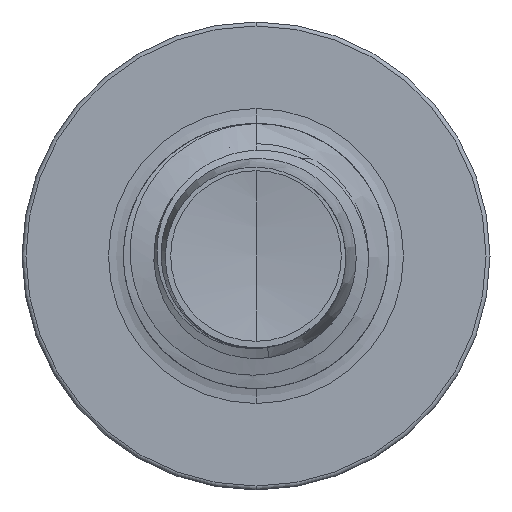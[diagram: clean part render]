
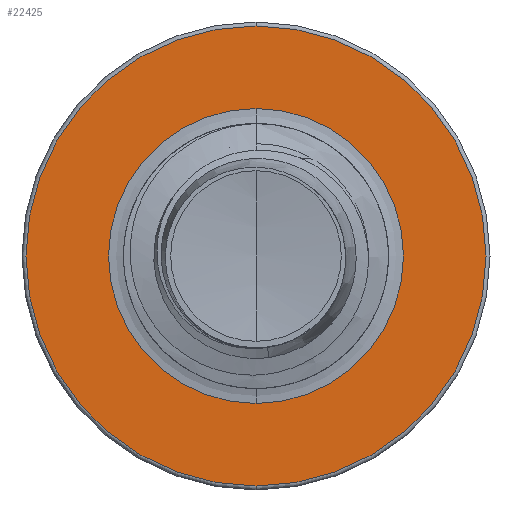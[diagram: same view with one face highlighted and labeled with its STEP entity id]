
A CAD part, front view. The second image highlights one B-rep face of the part: STEP entity #22425.
In plain terms, the highlighted planar face has unit normal (0, -1, 0).
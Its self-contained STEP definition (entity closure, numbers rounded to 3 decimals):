
#431 = VERTEX_POINT ( 'NONE', #9733 ) ;
#2947 = ORIENTED_EDGE ( 'NONE', *, *, #17204, .T. ) ;
#3720 = EDGE_CURVE ( 'NONE', #27134, #8178, #32758, .T. ) ;
#3782 = CARTESIAN_POINT ( 'NONE',  ( 0., 15., 0. ) ) ;
#4843 = DIRECTION ( 'NONE',  ( 0., 1., 0. ) ) ;
#5199 = AXIS2_PLACEMENT_3D ( 'NONE', #12367, #12371, #12410 ) ;
#5782 = FACE_BOUND ( 'NONE', #22097, .T. ) ;
#6402 = VERTEX_POINT ( 'NONE', #14391 ) ;
#6620 = DIRECTION ( 'NONE',  ( 0., 0., 1. ) ) ;
#8107 = DIRECTION ( 'NONE',  ( 0., 1., 0. ) ) ;
#8178 = VERTEX_POINT ( 'NONE', #18792 ) ;
#9733 = CARTESIAN_POINT ( 'NONE',  ( 0., 15., -1.67 ) ) ;
#11871 = CIRCLE ( 'NONE', #16903, 2.605 ) ;
#12336 = CIRCLE ( 'NONE', #20341, 1.67 ) ;
#12367 = CARTESIAN_POINT ( 'NONE',  ( 0., 15., 0. ) ) ;
#12371 = DIRECTION ( 'NONE',  ( 0., 1., 0. ) ) ;
#12410 = DIRECTION ( 'NONE',  ( 0., 0., 1. ) ) ;
#12837 = EDGE_CURVE ( 'NONE', #431, #6402, #12336, .T. ) ;
#14020 = CIRCLE ( 'NONE', #25719, 1.67 ) ;
#14193 = PLANE ( 'NONE',  #33930 ) ;
#14391 = CARTESIAN_POINT ( 'NONE',  ( 0., 15., 1.67 ) ) ;
#16896 = DIRECTION ( 'NONE',  ( 0., 0., 1. ) ) ;
#16903 = AXIS2_PLACEMENT_3D ( 'NONE', #23627, #8107, #26062 ) ;
#17204 = EDGE_CURVE ( 'NONE', #6402, #431, #14020, .T. ) ;
#18792 = CARTESIAN_POINT ( 'NONE',  ( 0., 15., 2.605 ) ) ;
#18945 = CARTESIAN_POINT ( 'NONE',  ( 0., 15., -2.605 ) ) ;
#19646 = ORIENTED_EDGE ( 'NONE', *, *, #32265, .F. ) ;
#20341 = AXIS2_PLACEMENT_3D ( 'NONE', #20754, #4843, #23246 ) ;
#20672 = FACE_OUTER_BOUND ( 'NONE', #20860, .T. ) ;
#20754 = CARTESIAN_POINT ( 'NONE',  ( 0., 15., 0. ) ) ;
#20860 = EDGE_LOOP ( 'NONE', ( #19646, #29402 ) ) ;
#22097 = EDGE_LOOP ( 'NONE', ( #2947, #30421 ) ) ;
#22333 = DIRECTION ( 'NONE',  ( 0., 1., 0. ) ) ;
#22425 = ADVANCED_FACE ( 'NONE', ( #20672, #5782 ), #14193, .F. ) ;
#23246 = DIRECTION ( 'NONE',  ( 0., 0., 1. ) ) ;
#23627 = CARTESIAN_POINT ( 'NONE',  ( 0., 15., 0. ) ) ;
#25719 = AXIS2_PLACEMENT_3D ( 'NONE', #3782, #22333, #6620 ) ;
#26062 = DIRECTION ( 'NONE',  ( 0., 0., 1. ) ) ;
#27134 = VERTEX_POINT ( 'NONE', #18945 ) ;
#29116 = CARTESIAN_POINT ( 'NONE',  ( 0., 15., -1.67 ) ) ;
#29402 = ORIENTED_EDGE ( 'NONE', *, *, #3720, .F. ) ;
#30421 = ORIENTED_EDGE ( 'NONE', *, *, #12837, .T. ) ;
#31672 = DIRECTION ( 'NONE',  ( 0., 1., 0. ) ) ;
#32265 = EDGE_CURVE ( 'NONE', #8178, #27134, #11871, .T. ) ;
#32758 = CIRCLE ( 'NONE', #5199, 2.605 ) ;
#33930 = AXIS2_PLACEMENT_3D ( 'NONE', #29116, #31672, #16896 ) ;
